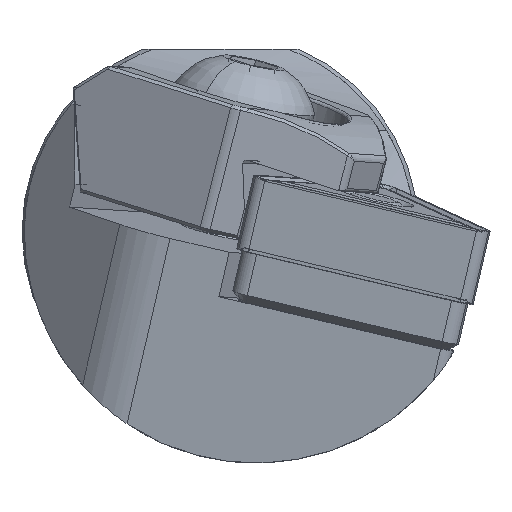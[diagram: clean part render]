
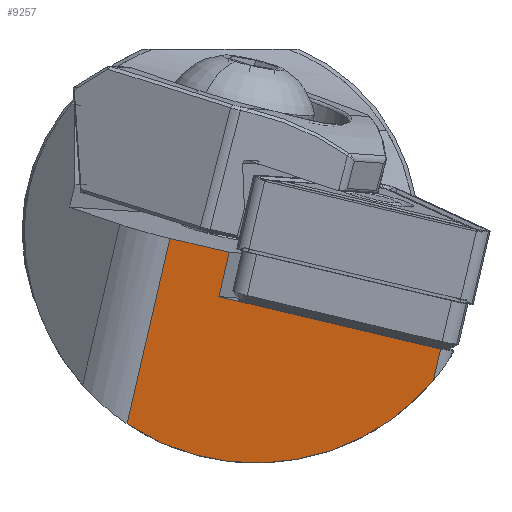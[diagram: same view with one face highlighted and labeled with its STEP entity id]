
A CAD part, left-side view. The second image highlights one B-rep face of the part: STEP entity #9257.
In plain terms, the highlighted planar face has unit normal (-0.993, 0.073, -0.09).
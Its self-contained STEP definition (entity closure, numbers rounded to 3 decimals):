
#84 = DIRECTION ( 'NONE',  ( -0.105, -0.224, 0.969 ) ) ;
#266 = VERTEX_POINT ( 'NONE', #6661 ) ;
#407 = LINE ( 'NONE', #1952, #8414 ) ;
#540 = LINE ( 'NONE', #6883, #10479 ) ;
#901 = LINE ( 'NONE', #4042, #5755 ) ;
#1260 = EDGE_CURVE ( 'NONE', #8290, #266, #901, .T. ) ;
#1438 = CARTESIAN_POINT ( 'NONE',  ( -166.672, 66.217, -343.074 ) ) ;
#1588 = PLANE ( 'NONE',  #4359 ) ;
#1952 = CARTESIAN_POINT ( 'NONE',  ( -166.672, 66.217, -343.074 ) ) ;
#2371 = VERTEX_POINT ( 'NONE', #6698 ) ;
#2827 = DIRECTION ( 'NONE',  ( 0.051, 0.972, 0.23 ) ) ;
#3117 = DIRECTION ( 'NONE',  ( 0.993, -0.073, 0.09 ) ) ;
#3768 = ORIENTED_EDGE ( 'NONE', *, *, #5894, .T. ) ;
#4019 = EDGE_LOOP ( 'NONE', ( #9472, #3768, #10149, #4930, #5747, #7631 ) ) ;
#4042 = CARTESIAN_POINT ( 'NONE',  ( -165.94, 80.189, -339.769 ) ) ;
#4289 = CARTESIAN_POINT ( 'NONE',  ( -200.559, 9.41, -16.143 ) ) ;
#4359 = AXIS2_PLACEMENT_3D ( 'NONE', #1438, #3117, #6423 ) ;
#4377 = LINE ( 'NONE', #6748, #10226 ) ;
#4930 = ORIENTED_EDGE ( 'NONE', *, *, #9236, .T. ) ;
#5173 = CARTESIAN_POINT ( 'NONE',  ( -165.745, 83.921, -338.886 ) ) ;
#5445 =( BOUNDED_CURVE ( )  B_SPLINE_CURVE ( 3, ( #7763, #9437, #10342, #9581 ),
 .UNSPECIFIED., .F., .F. ) 
 B_SPLINE_CURVE_WITH_KNOTS ( ( 4, 4 ),
 ( 3.234, 4.696 ),
 .UNSPECIFIED. ) 
 CURVE ( )  GEOMETRIC_REPRESENTATION_ITEM ( )  RATIONAL_B_SPLINE_CURVE ( ( 1., 0.83, 0.83, 1. ) ) 
 REPRESENTATION_ITEM ( '' )  );
#5494 = VERTEX_POINT ( 'NONE', #6474 ) ;
#5747 = ORIENTED_EDGE ( 'NONE', *, *, #8877, .T. ) ;
#5755 = VECTOR ( 'NONE', #84, 1000. ) ;
#5761 = VERTEX_POINT ( 'NONE', #4289 ) ;
#5894 = EDGE_CURVE ( 'NONE', #266, #5494, #4377, .T. ) ;
#5997 = DIRECTION ( 'NONE',  ( -0.105, -0.224, 0.969 ) ) ;
#6423 = DIRECTION ( 'NONE',  ( 0., -0.776, -0.631 ) ) ;
#6474 = CARTESIAN_POINT ( 'NONE',  ( -201.82, 6.71, -4.448 ) ) ;
#6661 = CARTESIAN_POINT ( 'NONE',  ( -202.016, 2.978, -5.331 ) ) ;
#6698 = CARTESIAN_POINT ( 'NONE',  ( -202.233, -9.892, -13.407 ) ) ;
#6748 = CARTESIAN_POINT ( 'NONE',  ( -202.748, -10.994, -8.636 ) ) ;
#6773 = FACE_OUTER_BOUND ( 'NONE', #4019, .T. ) ;
#6883 = CARTESIAN_POINT ( 'NONE',  ( -202.447, -10.349, -11.426 ) ) ;
#7631 = ORIENTED_EDGE ( 'NONE', *, *, #9037, .T. ) ;
#7698 = VERTEX_POINT ( 'NONE', #10125 ) ;
#7763 = CARTESIAN_POINT ( 'NONE',  ( -200.559, 9.41, -16.143 ) ) ;
#8073 = CARTESIAN_POINT ( 'NONE',  ( -201.715, 3.622, -8.122 ) ) ;
#8175 = LINE ( 'NONE', #5173, #8802 ) ;
#8290 = VERTEX_POINT ( 'NONE', #8073 ) ;
#8414 = VECTOR ( 'NONE', #5997, 1000. ) ;
#8802 = VECTOR ( 'NONE', #10164, 1000. ) ;
#8877 = EDGE_CURVE ( 'NONE', #2371, #7698, #407, .T. ) ;
#9037 = EDGE_CURVE ( 'NONE', #7698, #8290, #540, .T. ) ;
#9041 = EDGE_CURVE ( 'NONE', #5761, #5494, #8175, .T. ) ;
#9236 = EDGE_CURVE ( 'NONE', #5761, #2371, #5445, .T. ) ;
#9257 = ADVANCED_FACE ( 'NONE', ( #6773 ), #1588, .F. ) ;
#9437 = CARTESIAN_POINT ( 'NONE',  ( -200.644, 2.903, -20.502 ) ) ;
#9472 = ORIENTED_EDGE ( 'NONE', *, *, #1260, .T. ) ;
#9581 = CARTESIAN_POINT ( 'NONE',  ( -202.233, -9.892, -13.407 ) ) ;
#10055 = DIRECTION ( 'NONE',  ( 0.051, 0.972, 0.23 ) ) ;
#10125 = CARTESIAN_POINT ( 'NONE',  ( -202.447, -10.349, -11.426 ) ) ;
#10149 = ORIENTED_EDGE ( 'NONE', *, *, #9041, .F. ) ;
#10164 = DIRECTION ( 'NONE',  ( -0.105, -0.224, 0.969 ) ) ;
#10226 = VECTOR ( 'NONE', #10055, 1000. ) ;
#10342 = CARTESIAN_POINT ( 'NONE',  ( -201.316, -4.852, -19.403 ) ) ;
#10479 = VECTOR ( 'NONE', #2827, 1000. ) ;
